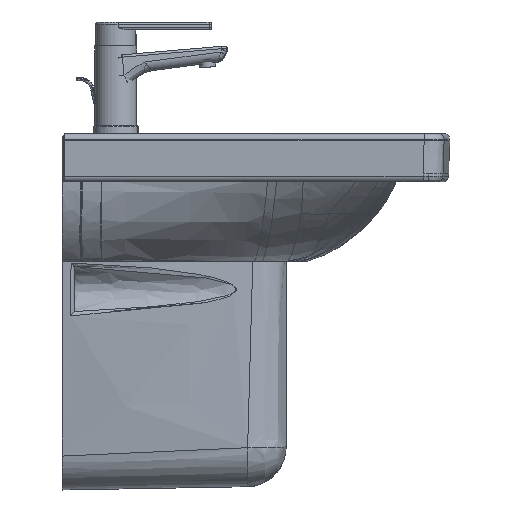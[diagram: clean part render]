
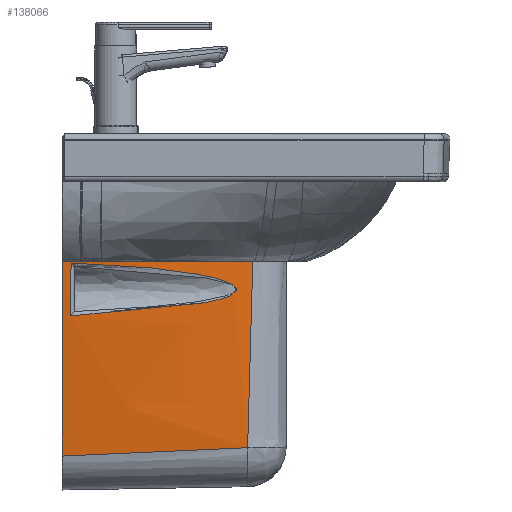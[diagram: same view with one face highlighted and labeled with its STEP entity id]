
A CAD part, front view. The second image highlights one B-rep face of the part: STEP entity #138066.
In plain terms, the highlighted free-form (B-spline) face has degree [3, 3] with [4, 4] control points.
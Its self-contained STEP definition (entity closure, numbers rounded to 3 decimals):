
#137825=CARTESIAN_POINT('',(56.882,-87.188,-10.565));
#137826=VERTEX_POINT('',#137825);
#137842=CARTESIAN_POINT('',(66.73,-21.051,-10.732));
#137843=VERTEX_POINT('',#137842);
#137844=CARTESIAN_POINT('',(56.882,-87.188,-10.565));
#137845=CARTESIAN_POINT('',(54.703,-86.148,-30.866));
#137846=CARTESIAN_POINT('',(51.45,-84.29,-61.294));
#137847=CARTESIAN_POINT('',(47.102,-80.926,-101.87));
#137848=CARTESIAN_POINT('',(43.835,-77.797,-132.23));
#137849=CARTESIAN_POINT('',(41.101,-74.469,-157.433));
#137850=CARTESIAN_POINT('',(38.911,-71.023,-177.471));
#137851=CARTESIAN_POINT('',(37.45,-68.165,-190.782));
#137852=CARTESIAN_POINT('',(36.377,-65.414,-200.576));
#137853=CARTESIAN_POINT('',(35.769,-63.39,-206.17));
#137854=CARTESIAN_POINT('',(35.475,-62.205,-208.91));
#137855=CARTESIAN_POINT('',(35.313,-61.465,-210.442));
#137856=CARTESIAN_POINT('',(35.129,-60.545,-212.196));
#137857=CARTESIAN_POINT('',(34.893,-59.107,-214.505));
#137858=CARTESIAN_POINT('',(34.696,-57.134,-216.619));
#137859=CARTESIAN_POINT('',(34.642,-55.037,-217.627));
#137860=CARTESIAN_POINT('',(34.69,-53.578,-217.664));
#137861=CARTESIAN_POINT('',(34.772,-52.484,-217.335));
#137862=CARTESIAN_POINT('',(34.875,-51.469,-216.83));
#137863=CARTESIAN_POINT('',(35.096,-49.899,-215.59));
#137864=CARTESIAN_POINT('',(35.454,-48.164,-213.386));
#137865=CARTESIAN_POINT('',(35.881,-46.585,-210.666));
#137866=CARTESIAN_POINT('',(36.271,-45.367,-208.14));
#137867=CARTESIAN_POINT('',(36.744,-44.046,-205.05));
#137868=CARTESIAN_POINT('',(37.585,-42.024,-199.531));
#137869=CARTESIAN_POINT('',(39.779,-37.825,-185.058));
#137870=CARTESIAN_POINT('',(42.335,-34.592,-168.275));
#137871=CARTESIAN_POINT('',(44.891,-31.972,-151.626));
#137872=CARTESIAN_POINT('',(46.43,-30.576,-141.634));
#137873=CARTESIAN_POINT('',(50.556,-27.225,-114.923));
#137874=CARTESIAN_POINT('',(57.352,-23.477,-71.281));
#137875=CARTESIAN_POINT('',(63.621,-21.646,-30.922));
#137876=CARTESIAN_POINT('',(66.73,-21.051,-10.732));
#137877=B_SPLINE_CURVE_WITH_KNOTS('',3,(#137844,#137845,#137846,#137847,#137848,#137849,#137850,#137851,#137852,#137853,#137854,#137855,#137856,#137857,#137858,#137859,#137860,#137861,#137862,#137863,#137864,#137865,#137866,#137867,#137868,#137869,#137870,#137871,#137872,#137873,#137874,#137875,#137876),.UNSPECIFIED.,.F.,.U.,(4,1,1,1,1,1,1,1,1,1,1,1,1,1,1,1,1,1,1,1,1,1,1,1,1,1,1,1,1,1,4),(-44.01,-37.878,-34.812,-31.746,-28.68,-27.147,-25.614,-24.592,-24.081,-23.826,-23.698,-23.57,-23.229,-22.889,-22.718,-22.548,-22.463,-22.378,-22.207,-21.867,-21.526,-21.271,-21.015,-20.504,-19.482,-16.416,-15.394,-14.372,-13.35,-7.218,-1.086),.UNSPECIFIED.);
#137878=EDGE_CURVE('',#137826,#137843,#137877,.T.);
#137945=CARTESIAN_POINT('',(66.73,-21.051,-10.732));
#137946=CARTESIAN_POINT('',(63.45,-43.097,-10.676));
#137947=CARTESIAN_POINT('',(60.167,-65.143,-10.621));
#137948=CARTESIAN_POINT('',(56.882,-87.188,-10.565));
#137949=B_SPLINE_CURVE_WITH_KNOTS('',3,(#137945,#137946,#137947,#137948),.UNSPECIFIED.,.F.,.U.,(4,4),(-24.377,-17.69),.UNSPECIFIED.);
#137950=EDGE_CURVE('',#137843,#137826,#137949,.T.);
#138004=CARTESIAN_POINT('',(71.601,0.04,0.0));
#138005=CARTESIAN_POINT('',(58.049,-87.509,0.0));
#138006=CARTESIAN_POINT('',(34.557,-239.266,0.0));
#138007=CARTESIAN_POINT('',(30.944,-262.609,0.0));
#138008=CARTESIAN_POINT('',(58.81,0.04,-79.591));
#138009=CARTESIAN_POINT('',(49.11,-86.311,-79.591));
#138010=CARTESIAN_POINT('',(32.296,-234.864,-79.591));
#138011=CARTESIAN_POINT('',(29.709,-259.013,-79.591));
#138012=CARTESIAN_POINT('',(46.018,0.04,-159.182));
#138013=CARTESIAN_POINT('',(40.17,-85.112,-159.182));
#138014=CARTESIAN_POINT('',(30.034,-230.462,-159.182));
#138015=CARTESIAN_POINT('',(28.475,-255.418,-159.182));
#138016=CARTESIAN_POINT('',(33.227,0.04,-238.773));
#138017=CARTESIAN_POINT('',(31.231,-83.914,-238.773));
#138018=CARTESIAN_POINT('',(27.772,-226.06,-238.773));
#138019=CARTESIAN_POINT('',(27.24,-251.822,-238.773));
#138020=B_SPLINE_SURFACE_WITH_KNOTS('',3,3,((#138004,#138008,#138012,#138016),(#138005,#138009,#138013,#138017),(#138006,#138010,#138014,#138018),(#138007,#138011,#138015,#138019)),.UNSPECIFIED.,.F.,.F.,.U.,(4,4),(4,4),(0.0,1.0),(0.0,0.853),.UNSPECIFIED.);
#138021=CARTESIAN_POINT('',(33.227,0.04,-238.773));
#138022=VERTEX_POINT('',#138021);
#138023=CARTESIAN_POINT('',(27.348,-252.137,-231.813));
#138024=VERTEX_POINT('',#138023);
#138025=CARTESIAN_POINT('',(33.227,0.04,-238.773));
#138026=CARTESIAN_POINT('',(32.526,-36.026,-237.8));
#138027=CARTESIAN_POINT('',(31.244,-96.113,-236.139));
#138028=CARTESIAN_POINT('',(29.505,-168.209,-234.126));
#138029=CARTESIAN_POINT('',(28.428,-210.249,-232.955));
#138030=CARTESIAN_POINT('',(27.881,-231.254,-232.376));
#138031=CARTESIAN_POINT('',(27.609,-241.74,-232.091));
#138032=CARTESIAN_POINT('',(27.457,-247.709,-231.93));
#138033=CARTESIAN_POINT('',(27.383,-250.678,-231.852));
#138034=CARTESIAN_POINT('',(27.348,-252.137,-231.813));
#138035=B_SPLINE_CURVE_WITH_KNOTS('',3,(#138025,#138026,#138027,#138028,#138029,#138030,#138031,#138032,#138033,#138034),.UNSPECIFIED.,.F.,.U.,(4,1,1,1,1,1,1,4),(-25.222,-14.413,-7.206,-3.603,-1.802,-0.901,-0.45,0.0),.UNSPECIFIED.);
#138036=EDGE_CURVE('',#138022,#138024,#138035,.T.);
#138037=ORIENTED_EDGE('',*,*,#138036,.F.);
#138038=CARTESIAN_POINT('',(71.601,0.04,0.0));
#138039=VERTEX_POINT('',#138038);
#138040=CARTESIAN_POINT('',(71.601,0.04,0.0));
#138041=DIRECTION('',(-0.159,0.,-0.987));
#138042=VECTOR('',#138041,241.837);
#138043=LINE('',#138040,#138042);
#138044=EDGE_CURVE('',#138039,#138022,#138043,.T.);
#138045=ORIENTED_EDGE('',*,*,#138044,.F.);
#138046=CARTESIAN_POINT('',(30.944,-262.609,0.0));
#138047=VERTEX_POINT('',#138046);
#138048=CARTESIAN_POINT('',(71.601,0.04,0.0));
#138049=DIRECTION('',(-0.153,-0.988,0.0));
#138050=VECTOR('',#138049,265.777);
#138051=LINE('',#138048,#138050);
#138052=EDGE_CURVE('',#138039,#138047,#138051,.T.);
#138053=ORIENTED_EDGE('',*,*,#138052,.T.);
#138054=CARTESIAN_POINT('',(30.944,-262.609,0.0));
#138055=DIRECTION('',(-0.015,0.045,-0.999));
#138056=VECTOR('',#138055,232.077);
#138057=LINE('',#138054,#138056);
#138058=EDGE_CURVE('',#138047,#138024,#138057,.T.);
#138059=ORIENTED_EDGE('',*,*,#138058,.T.);
#138060=EDGE_LOOP('',(#138037,#138045,#138053,#138059));
#138061=FACE_OUTER_BOUND('',#138060,.T.);
#138062=ORIENTED_EDGE('',*,*,#137878,.F.);
#138063=ORIENTED_EDGE('',*,*,#137950,.F.);
#138064=EDGE_LOOP('',(#138062,#138063));
#138065=FACE_BOUND('',#138064,.T.);
#138066=ADVANCED_FACE('',(#138061,#138065),#138020,.T.);
